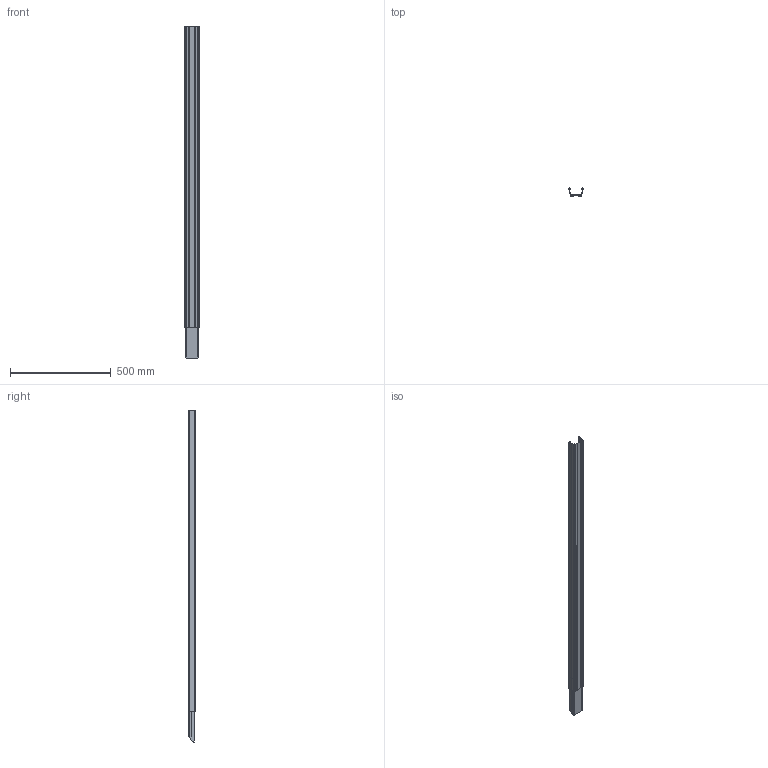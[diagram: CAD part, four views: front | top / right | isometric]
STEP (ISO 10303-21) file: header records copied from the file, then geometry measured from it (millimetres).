
FILE_DESCRIPTION (( 'STEP AP214' ), '1' );
FILE_NAME ('Trusys PM_ER.STEP', '2023-03-03T11:48:46', ( '' ), ( '' ), 'SwSTEP 2.0', 'SolidWorks 2020', '' );
FILE_SCHEMA (( 'AUTOMOTIVE_DESIGN' ));
Length unit declared in the file: millimetre
Products named in the file (1): Trusys PM_ER
Bounding box: 70.15 x 38.75 x 1650 mm (x, y, z)
Volume: 183462.2 mm3; surface area: 541094.9 mm2
Topology: 2 solids, 2 shells, 160 faces, 460 edges, 304 vertices
Faces by surface type: cylinder 94, plane 62, bspline 4
Entity records: 7573 total; most frequent: CARTESIAN_POINT 1564, ORIENTED_EDGE 920, DIRECTION 865, EDGE_CURVE 460, AXIS2_PLACEMENT_3D 311, VERTEX_POINT 304, LINE 243, VECTOR 243
